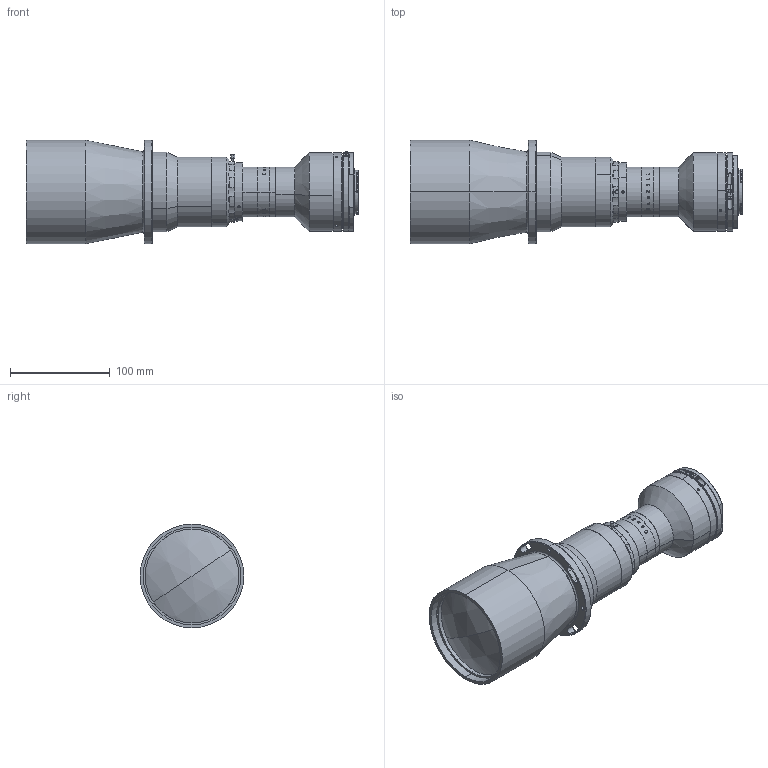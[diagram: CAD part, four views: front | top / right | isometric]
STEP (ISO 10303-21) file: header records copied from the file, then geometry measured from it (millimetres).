
FILE_DESCRIPTION (( 'STEP AP203' ), '1' );
FILE_NAME ('XF-PTL08032-F-VI.STEP', '2019-10-24T08:16:46', ( 'lawlynn' ), ( '' ), 'SwSTEP 2.0', 'SolidWorks 2014', '' );
FILE_SCHEMA (( 'CONFIG_CONTROL_DESIGN' ));
Length unit declared in the file: millimetre
Products named in the file (1): XF-PTL08032-F-VI
Bounding box: 333.18 x 104 x 104 mm (x, y, z)
Surface area: 128403.1 mm2 (no closed solid volume)
Topology: 0 solids, 50 shells, 302 faces, 1471 edges, 1209 vertices
Faces by surface type: cylinder 153, plane 88, cone 42, torus 12, sphere 4, bspline 3
Entity records: 22609 total; most frequent: CARTESIAN_POINT 11397, DIRECTION 2214, ORIENTED_EDGE 2006, EDGE_CURVE 1467, VERTEX_POINT 1209, AXIS2_PLACEMENT_3D 864, CIRCLE 564, VECTOR 486
